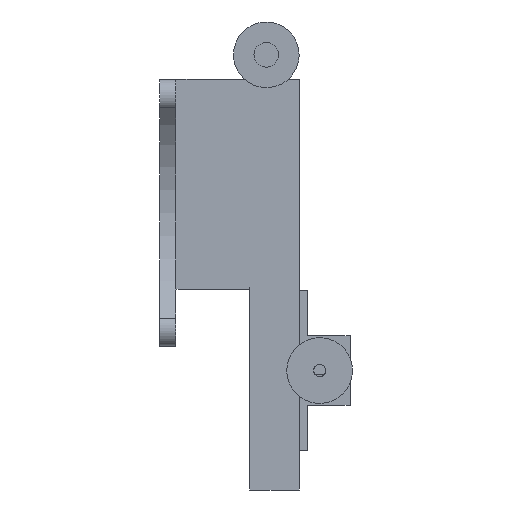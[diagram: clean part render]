
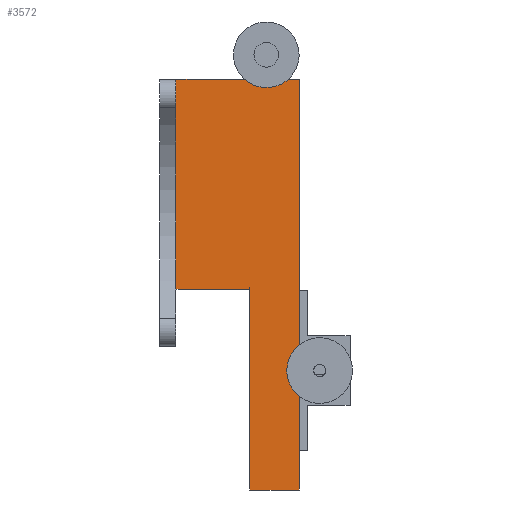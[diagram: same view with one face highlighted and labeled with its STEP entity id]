
A CAD part, left-side view. The second image highlights one B-rep face of the part: STEP entity #3572.
In plain terms, the highlighted planar face has unit normal (-1, 0, 0).
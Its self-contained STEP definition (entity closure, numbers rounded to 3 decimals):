
#30 = ORIENTED_EDGE ( 'NONE', *, *, #1362, .T. ) ;
#293 = ORIENTED_EDGE ( 'NONE', *, *, #3436, .T. ) ;
#486 = EDGE_LOOP ( 'NONE', ( #4048, #4666, #293, #4533, #1713, #30 ) ) ;
#608 = CARTESIAN_POINT ( 'NONE',  ( -7.5, 0., -18.644 ) ) ;
#610 = CARTESIAN_POINT ( 'NONE',  ( -7.5, -30., 32.5 ) ) ;
#1150 = DIRECTION ( 'NONE',  ( 0., 1., 0. ) ) ;
#1362 = EDGE_CURVE ( 'NONE', #2405, #7057, #6429, .T. ) ;
#1547 = AXIS2_PLACEMENT_3D ( 'NONE', #7652, #2356, #3547 ) ;
#1555 = CARTESIAN_POINT ( 'NONE',  ( -7.5, -18., -67.5 ) ) ;
#1580 = VECTOR ( 'NONE', #5041, 1000. ) ;
#1713 = ORIENTED_EDGE ( 'NONE', *, *, #2945, .F. ) ;
#2079 = VECTOR ( 'NONE', #6843, 1000. ) ;
#2168 = VECTOR ( 'NONE', #1150, 1000. ) ;
#2356 = DIRECTION ( 'NONE',  ( -1., 0., 0. ) ) ;
#2405 = VERTEX_POINT ( 'NONE', #610 ) ;
#2454 = VECTOR ( 'NONE', #3248, 1000. ) ;
#2584 = VERTEX_POINT ( 'NONE', #5745 ) ;
#2674 = CARTESIAN_POINT ( 'NONE',  ( -7.5, -18., -67.5 ) ) ;
#2815 = LINE ( 'NONE', #7417, #2079 ) ;
#2834 = VECTOR ( 'NONE', #4046, 1000. ) ;
#2945 = EDGE_CURVE ( 'NONE', #2405, #3967, #6930, .T. ) ;
#3215 = LINE ( 'NONE', #4999, #4393 ) ;
#3248 = DIRECTION ( 'NONE',  ( 0., 0., -1. ) ) ;
#3431 = CARTESIAN_POINT ( 'NONE',  ( -7.5, 0., 32.5 ) ) ;
#3436 = EDGE_CURVE ( 'NONE', #2584, #3935, #6969, .T. ) ;
#3547 = DIRECTION ( 'NONE',  ( 0., 0., 1. ) ) ;
#3572 = ADVANCED_FACE ( 'NONE', ( #5309 ), #4716, .T. ) ;
#3880 = CARTESIAN_POINT ( 'NONE',  ( -7.5, -30., -67.5 ) ) ;
#3935 = VERTEX_POINT ( 'NONE', #1555 ) ;
#3967 = VERTEX_POINT ( 'NONE', #6915 ) ;
#4046 = DIRECTION ( 'NONE',  ( 0., 1., 0. ) ) ;
#4048 = ORIENTED_EDGE ( 'NONE', *, *, #6433, .T. ) ;
#4145 = EDGE_CURVE ( 'NONE', #3967, #3935, #6402, .T. ) ;
#4337 = VERTEX_POINT ( 'NONE', #608 ) ;
#4393 = VECTOR ( 'NONE', #7275, 1000. ) ;
#4533 = ORIENTED_EDGE ( 'NONE', *, *, #4145, .F. ) ;
#4666 = ORIENTED_EDGE ( 'NONE', *, *, #5277, .T. ) ;
#4716 = PLANE ( 'NONE',  #1547 ) ;
#4999 = CARTESIAN_POINT ( 'NONE',  ( -7.5, 0., -67.5 ) ) ;
#5041 = DIRECTION ( 'NONE',  ( 0., 0., -1. ) ) ;
#5277 = EDGE_CURVE ( 'NONE', #4337, #2584, #2815, .T. ) ;
#5309 = FACE_OUTER_BOUND ( 'NONE', #486, .T. ) ;
#5745 = CARTESIAN_POINT ( 'NONE',  ( -7.5, -18., -18.644 ) ) ;
#6402 = LINE ( 'NONE', #6987, #2168 ) ;
#6429 = LINE ( 'NONE', #7619, #2834 ) ;
#6433 = EDGE_CURVE ( 'NONE', #7057, #4337, #3215, .T. ) ;
#6843 = DIRECTION ( 'NONE',  ( 0., -1., 0. ) ) ;
#6915 = CARTESIAN_POINT ( 'NONE',  ( -7.5, -30., -67.5 ) ) ;
#6930 = LINE ( 'NONE', #3880, #2454 ) ;
#6969 = LINE ( 'NONE', #2674, #1580 ) ;
#6987 = CARTESIAN_POINT ( 'NONE',  ( -7.5, -38.079, -67.5 ) ) ;
#7057 = VERTEX_POINT ( 'NONE', #3431 ) ;
#7275 = DIRECTION ( 'NONE',  ( 0., 0., -1. ) ) ;
#7417 = CARTESIAN_POINT ( 'NONE',  ( -7.5, 7.63, -18.644 ) ) ;
#7619 = CARTESIAN_POINT ( 'NONE',  ( -7.5, -30., 32.5 ) ) ;
#7652 = CARTESIAN_POINT ( 'NONE',  ( -7.5, -38.079, -32.5 ) ) ;
